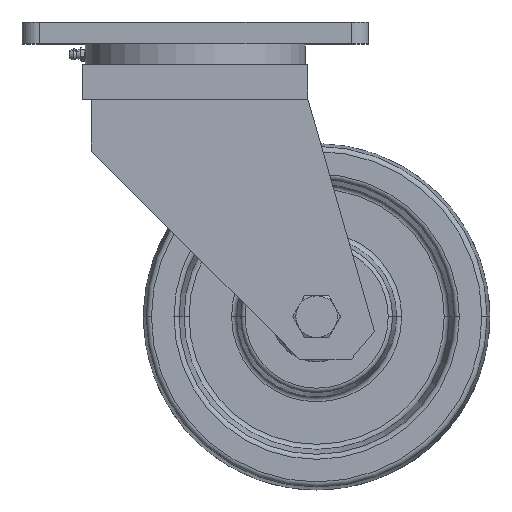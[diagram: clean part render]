
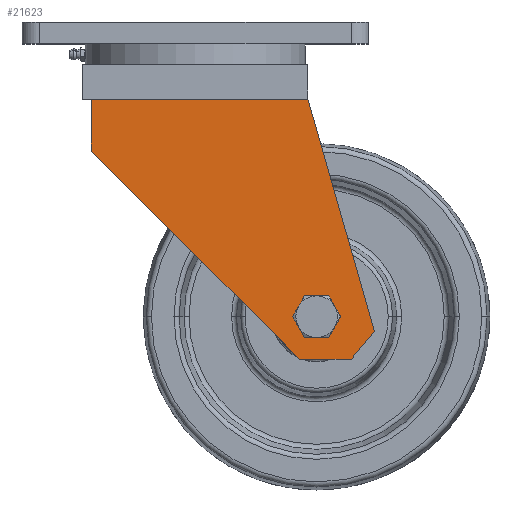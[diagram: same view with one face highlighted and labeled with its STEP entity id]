
A CAD part, top view. The second image highlights one B-rep face of the part: STEP entity #21623.
In plain terms, the highlighted planar face has unit normal (0, 0, 1).
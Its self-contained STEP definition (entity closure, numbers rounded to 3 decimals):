
#254 = AXIS2_PLACEMENT_3D ( 'NONE', #20992, #5329, #7122 ) ;
#403 = CARTESIAN_POINT ( 'NONE',  ( -60., -194.5, 75. ) ) ;
#615 = VERTEX_POINT ( 'NONE', #7560 ) ;
#785 = PLANE ( 'NONE',  #12513 ) ;
#1130 = DIRECTION ( 'NONE',  ( 1., 0., 0. ) ) ;
#1379 = ORIENTED_EDGE ( 'NONE', *, *, #2880, .T. ) ;
#1468 = VECTOR ( 'NONE', #1938, 1000. ) ;
#1938 = DIRECTION ( 'NONE',  ( 0.276, -0.961, 0. ) ) ;
#2043 = EDGE_CURVE ( 'NONE', #9265, #615, #5717, .T. ) ;
#2189 = DIRECTION ( 'NONE',  ( -0.643, -0.766, 0. ) ) ;
#2349 = LINE ( 'NONE', #403, #16763 ) ;
#2631 = DIRECTION ( 'NONE',  ( 0., 0., -1. ) ) ;
#2792 = DIRECTION ( 'NONE',  ( -0.707, 0.707, 0. ) ) ;
#2880 = EDGE_CURVE ( 'NONE', #14703, #8921, #2882, .T. ) ;
#2882 = LINE ( 'NONE', #19955, #3131 ) ;
#3131 = VECTOR ( 'NONE', #11292, 1000. ) ;
#3222 = DIRECTION ( 'NONE',  ( -1., 0., 0. ) ) ;
#3921 = CARTESIAN_POINT ( 'NONE',  ( 90., -194.5, 75. ) ) ;
#4088 = CARTESIAN_POINT ( 'NONE',  ( 79., -170., 75. ) ) ;
#4263 = CARTESIAN_POINT ( 'NONE',  ( 90., -194.5, 75. ) ) ;
#4514 = VECTOR ( 'NONE', #20569, 1000. ) ;
#5329 = DIRECTION ( 'NONE',  ( 0., 0., 1. ) ) ;
#5717 = CIRCLE ( 'NONE', #20487, 9. ) ;
#5756 = CARTESIAN_POINT ( 'NONE',  ( -60., -74.5, 75. ) ) ;
#6821 = CARTESIAN_POINT ( 'NONE',  ( -60., -194.5, 75. ) ) ;
#6853 = DIRECTION ( 'NONE',  ( 0., 0., 1. ) ) ;
#7020 = VERTEX_POINT ( 'NONE', #16253 ) ;
#7030 = LINE ( 'NONE', #6821, #4514 ) ;
#7122 = DIRECTION ( 'NONE',  ( -1., 0., 0. ) ) ;
#7341 = ORIENTED_EDGE ( 'NONE', *, *, #21021, .F. ) ;
#7560 = CARTESIAN_POINT ( 'NONE',  ( 61., -170., 75. ) ) ;
#7685 = DIRECTION ( 'NONE',  ( -1., 0., 0. ) ) ;
#8231 = CARTESIAN_POINT ( 'NONE',  ( 70., -170., 75. ) ) ;
#8921 = VERTEX_POINT ( 'NONE', #17693 ) ;
#9265 = VERTEX_POINT ( 'NONE', #4088 ) ;
#9566 = FACE_OUTER_BOUND ( 'NONE', #14501, .T. ) ;
#9783 = CARTESIAN_POINT ( 'NONE',  ( -60., -194.5, 75. ) ) ;
#9978 = LINE ( 'NONE', #3921, #10776 ) ;
#10776 = VECTOR ( 'NONE', #2189, 1000. ) ;
#10862 = EDGE_CURVE ( 'NONE', #14703, #11575, #21159, .T. ) ;
#10997 = EDGE_LOOP ( 'NONE', ( #21936, #13217 ) ) ;
#11292 = DIRECTION ( 'NONE',  ( -1., 0., 0. ) ) ;
#11575 = VERTEX_POINT ( 'NONE', #15351 ) ;
#11811 = ORIENTED_EDGE ( 'NONE', *, *, #15734, .F. ) ;
#12513 = AXIS2_PLACEMENT_3D ( 'NONE', #9783, #2631, #1130 ) ;
#13182 = EDGE_CURVE ( 'NONE', #18613, #8921, #7030, .T. ) ;
#13217 = ORIENTED_EDGE ( 'NONE', *, *, #2043, .F. ) ;
#13860 = VERTEX_POINT ( 'NONE', #4263 ) ;
#14201 = CARTESIAN_POINT ( 'NONE',  ( 65., -44.5, 75. ) ) ;
#14501 = EDGE_LOOP ( 'NONE', ( #11811, #19522, #1379, #16380, #15153, #7341 ) ) ;
#14543 = FACE_BOUND ( 'NONE', #10997, .T. ) ;
#14703 = VERTEX_POINT ( 'NONE', #19312 ) ;
#15153 = ORIENTED_EDGE ( 'NONE', *, *, #16064, .F. ) ;
#15351 = CARTESIAN_POINT ( 'NONE',  ( 103.424, -178.502, 75. ) ) ;
#15734 = EDGE_CURVE ( 'NONE', #11575, #13860, #9978, .T. ) ;
#15844 = VECTOR ( 'NONE', #2792, 1000. ) ;
#15906 = CARTESIAN_POINT ( 'NONE',  ( -60., -74.5, 75. ) ) ;
#16000 = EDGE_CURVE ( 'NONE', #615, #9265, #16186, .T. ) ;
#16064 = EDGE_CURVE ( 'NONE', #7020, #18613, #21671, .T. ) ;
#16186 = CIRCLE ( 'NONE', #254, 9. ) ;
#16253 = CARTESIAN_POINT ( 'NONE',  ( 60., -194.5, 75. ) ) ;
#16380 = ORIENTED_EDGE ( 'NONE', *, *, #13182, .F. ) ;
#16763 = VECTOR ( 'NONE', #7685, 1000. ) ;
#17693 = CARTESIAN_POINT ( 'NONE',  ( -60., -44.5, 75. ) ) ;
#18613 = VERTEX_POINT ( 'NONE', #15906 ) ;
#19312 = CARTESIAN_POINT ( 'NONE',  ( 65., -44.5, 75. ) ) ;
#19522 = ORIENTED_EDGE ( 'NONE', *, *, #10862, .F. ) ;
#19955 = CARTESIAN_POINT ( 'NONE',  ( -60., -44.5, 75. ) ) ;
#20487 = AXIS2_PLACEMENT_3D ( 'NONE', #8231, #6853, #3222 ) ;
#20569 = DIRECTION ( 'NONE',  ( 0., 1., 0. ) ) ;
#20992 = CARTESIAN_POINT ( 'NONE',  ( 70., -170., 75. ) ) ;
#21021 = EDGE_CURVE ( 'NONE', #13860, #7020, #2349, .T. ) ;
#21159 = LINE ( 'NONE', #14201, #1468 ) ;
#21623 = ADVANCED_FACE ( 'NONE', ( #14543, #9566 ), #785, .F. ) ;
#21671 = LINE ( 'NONE', #5756, #15844 ) ;
#21936 = ORIENTED_EDGE ( 'NONE', *, *, #16000, .F. ) ;
